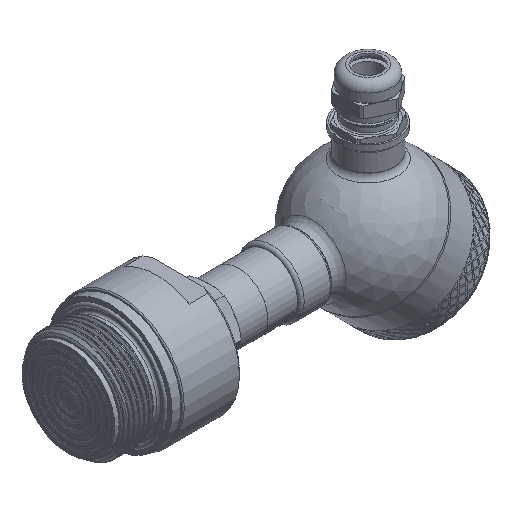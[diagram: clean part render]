
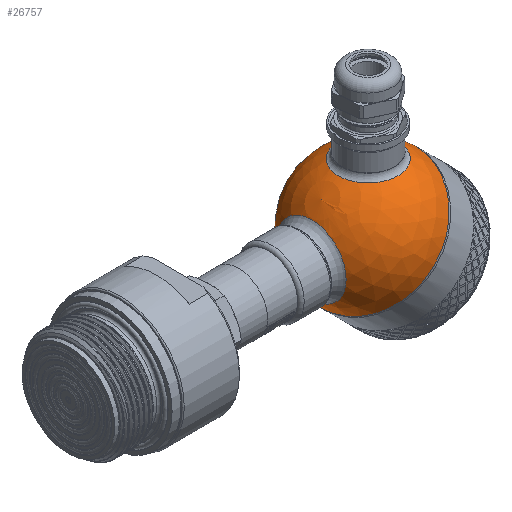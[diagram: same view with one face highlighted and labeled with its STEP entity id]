
A CAD part, isometric view. The second image highlights one B-rep face of the part: STEP entity #26757.
In plain terms, the highlighted spherical face has radius 30 mm.
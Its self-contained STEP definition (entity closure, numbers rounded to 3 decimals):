
#16=SPHERICAL_SURFACE('',#28527,30.);
#1139=FACE_BOUND('',#4265,.T.);
#1140=FACE_BOUND('',#4266,.T.);
#2507=FACE_OUTER_BOUND('',#4264,.T.);
#4264=EDGE_LOOP('',(#20582,#20583,#20584,#20585));
#4265=EDGE_LOOP('',(#20586));
#4266=EDGE_LOOP('',(#20587));
#5856=CIRCLE('',#28524,15.643);
#5859=CIRCLE('',#28528,30.);
#5860=CIRCLE('',#28529,30.);
#5861=CIRCLE('',#28530,30.);
#5862=CIRCLE('',#28531,13.5);
#11393=VERTEX_POINT('',#47266);
#11395=VERTEX_POINT('',#47272);
#11396=VERTEX_POINT('',#47273);
#11397=VERTEX_POINT('',#47275);
#11398=VERTEX_POINT('',#47278);
#14744=EDGE_CURVE('',#11393,#11393,#5856,.T.);
#14747=EDGE_CURVE('',#11395,#11396,#5859,.T.);
#14748=EDGE_CURVE('',#11395,#11397,#5860,.T.);
#14749=EDGE_CURVE('',#11396,#11395,#5861,.T.);
#14750=EDGE_CURVE('',#11398,#11398,#5862,.T.);
#20582=ORIENTED_EDGE('',*,*,#14747,.F.);
#20583=ORIENTED_EDGE('',*,*,#14748,.T.);
#20584=ORIENTED_EDGE('',*,*,#14748,.F.);
#20585=ORIENTED_EDGE('',*,*,#14749,.F.);
#20586=ORIENTED_EDGE('',*,*,#14744,.F.);
#20587=ORIENTED_EDGE('',*,*,#14750,.F.);
#26757=ADVANCED_FACE('',(#2507,#1139,#1140),#16,.T.);
#28524=AXIS2_PLACEMENT_3D('',#47267,#30855,#30856);
#28527=AXIS2_PLACEMENT_3D('',#47271,#30861,#30862);
#28528=AXIS2_PLACEMENT_3D('',#47274,#30863,#30864);
#28529=AXIS2_PLACEMENT_3D('',#47276,#30865,#30866);
#28530=AXIS2_PLACEMENT_3D('',#47277,#30867,#30868);
#28531=AXIS2_PLACEMENT_3D('',#47279,#30869,#30870);
#30855=DIRECTION('center_axis',(-0.707,0.,0.707));
#30856=DIRECTION('ref_axis',(0.707,0.,0.707));
#30861=DIRECTION('center_axis',(1.,0.,0.));
#30862=DIRECTION('ref_axis',(0.,-1.,0.));
#30863=DIRECTION('center_axis',(1.,0.,0.));
#30864=DIRECTION('ref_axis',(0.,1.,0.));
#30865=DIRECTION('center_axis',(0.,0.,1.));
#30866=DIRECTION('ref_axis',(0.,1.,0.));
#30867=DIRECTION('center_axis',(1.,0.,0.));
#30868=DIRECTION('ref_axis',(0.,1.,0.));
#30869=DIRECTION('center_axis',(-0.707,0.,-0.707));
#30870=DIRECTION('ref_axis',(-0.707,0.,0.707));
#47266=CARTESIAN_POINT('',(-29.162,0.,7.04));
#47267=CARTESIAN_POINT('Origin',(-18.101,0.,18.101));
#47271=CARTESIAN_POINT('Origin',(0.,0.,0.));
#47272=CARTESIAN_POINT('',(0.,30.,0.));
#47273=CARTESIAN_POINT('',(0.,-30.,0.));
#47274=CARTESIAN_POINT('Origin',(0.,0.,0.));
#47275=CARTESIAN_POINT('',(-30.,0.,0.));
#47276=CARTESIAN_POINT('Origin',(0.,0.,0.));
#47277=CARTESIAN_POINT('Origin',(0.,0.,0.));
#47278=CARTESIAN_POINT('',(-9.398,0.,-28.49));
#47279=CARTESIAN_POINT('Origin',(-18.944,0.,-18.944));
